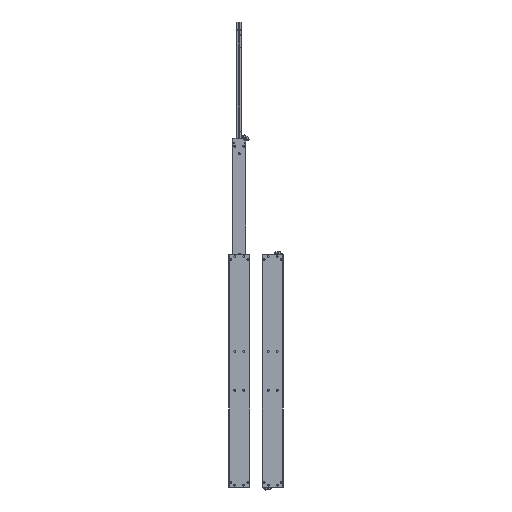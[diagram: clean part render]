
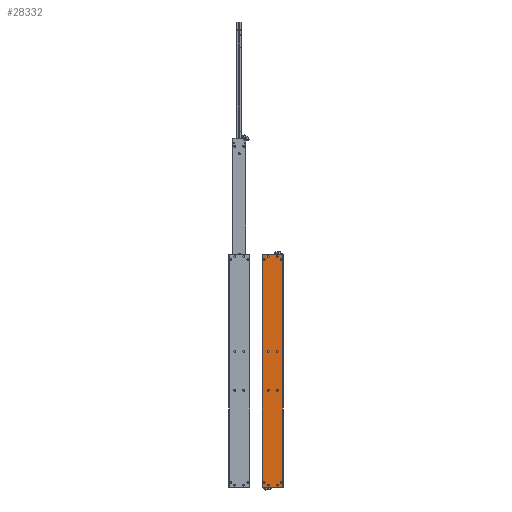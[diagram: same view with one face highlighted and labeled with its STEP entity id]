
A CAD part, left-side view. The second image highlights one B-rep face of the part: STEP entity #28332.
In plain terms, the highlighted planar face has unit normal (-1, 0, 0).
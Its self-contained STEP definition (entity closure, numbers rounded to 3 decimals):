
#616=FACE_BOUND('',#7581,.T.);
#617=FACE_BOUND('',#7582,.T.);
#618=FACE_BOUND('',#7583,.T.);
#619=FACE_BOUND('',#7584,.T.);
#620=FACE_BOUND('',#7585,.T.);
#621=FACE_BOUND('',#7586,.T.);
#622=FACE_BOUND('',#7587,.T.);
#623=FACE_BOUND('',#7588,.T.);
#624=FACE_BOUND('',#7589,.T.);
#625=FACE_BOUND('',#7590,.T.);
#626=FACE_BOUND('',#7591,.T.);
#627=FACE_BOUND('',#7592,.T.);
#1680=LINE('',#59608,#3564);
#1681=LINE('',#59610,#3565);
#1682=LINE('',#59612,#3566);
#1683=LINE('',#59613,#3567);
#3564=VECTOR('',#33437,78.);
#3565=VECTOR('',#33438,900.);
#3566=VECTOR('',#33439,78.);
#3567=VECTOR('',#33440,900.);
#5908=FACE_OUTER_BOUND('',#7580,.T.);
#7580=EDGE_LOOP('',(#21082,#21083,#21084,#21085));
#7581=EDGE_LOOP('',(#21086));
#7582=EDGE_LOOP('',(#21087));
#7583=EDGE_LOOP('',(#21088));
#7584=EDGE_LOOP('',(#21089));
#7585=EDGE_LOOP('',(#21090));
#7586=EDGE_LOOP('',(#21091));
#7587=EDGE_LOOP('',(#21092));
#7588=EDGE_LOOP('',(#21093));
#7589=EDGE_LOOP('',(#21094));
#7590=EDGE_LOOP('',(#21095));
#7591=EDGE_LOOP('',(#21096));
#7592=EDGE_LOOP('',(#21097));
#10315=CIRCLE('',#29936,3.475);
#10316=CIRCLE('',#29938,3.475);
#10317=CIRCLE('',#29939,3.475);
#10318=CIRCLE('',#29940,3.3);
#10319=CIRCLE('',#29941,3.3);
#10320=CIRCLE('',#29942,3.3);
#10321=CIRCLE('',#29943,3.3);
#10322=CIRCLE('',#29944,3.3);
#10323=CIRCLE('',#29945,3.3);
#10324=CIRCLE('',#29946,3.3);
#10325=CIRCLE('',#29947,3.3);
#10326=CIRCLE('',#29948,3.475);
#12036=VERTEX_POINT('',#59603);
#12037=VERTEX_POINT('',#59606);
#12038=VERTEX_POINT('',#59607);
#12039=VERTEX_POINT('',#59609);
#12040=VERTEX_POINT('',#59611);
#12041=VERTEX_POINT('',#59614);
#12042=VERTEX_POINT('',#59616);
#12043=VERTEX_POINT('',#59618);
#12044=VERTEX_POINT('',#59620);
#12045=VERTEX_POINT('',#59622);
#12046=VERTEX_POINT('',#59624);
#12047=VERTEX_POINT('',#59626);
#12048=VERTEX_POINT('',#59628);
#12049=VERTEX_POINT('',#59630);
#12050=VERTEX_POINT('',#59632);
#12051=VERTEX_POINT('',#59634);
#15363=EDGE_CURVE('',#12036,#12036,#10315,.T.);
#15364=EDGE_CURVE('',#12037,#12038,#1680,.T.);
#15365=EDGE_CURVE('',#12039,#12037,#1681,.T.);
#15366=EDGE_CURVE('',#12040,#12039,#1682,.T.);
#15367=EDGE_CURVE('',#12040,#12038,#1683,.T.);
#15368=EDGE_CURVE('',#12041,#12041,#10316,.T.);
#15369=EDGE_CURVE('',#12042,#12042,#10317,.T.);
#15370=EDGE_CURVE('',#12043,#12043,#10318,.T.);
#15371=EDGE_CURVE('',#12044,#12044,#10319,.T.);
#15372=EDGE_CURVE('',#12045,#12045,#10320,.T.);
#15373=EDGE_CURVE('',#12046,#12046,#10321,.T.);
#15374=EDGE_CURVE('',#12047,#12047,#10322,.T.);
#15375=EDGE_CURVE('',#12048,#12048,#10323,.T.);
#15376=EDGE_CURVE('',#12049,#12049,#10324,.T.);
#15377=EDGE_CURVE('',#12050,#12050,#10325,.T.);
#15378=EDGE_CURVE('',#12051,#12051,#10326,.T.);
#21082=ORIENTED_EDGE('',*,*,#15364,.F.);
#21083=ORIENTED_EDGE('',*,*,#15365,.F.);
#21084=ORIENTED_EDGE('',*,*,#15366,.F.);
#21085=ORIENTED_EDGE('',*,*,#15367,.T.);
#21086=ORIENTED_EDGE('',*,*,#15368,.F.);
#21087=ORIENTED_EDGE('',*,*,#15369,.F.);
#21088=ORIENTED_EDGE('',*,*,#15370,.T.);
#21089=ORIENTED_EDGE('',*,*,#15371,.T.);
#21090=ORIENTED_EDGE('',*,*,#15372,.T.);
#21091=ORIENTED_EDGE('',*,*,#15373,.T.);
#21092=ORIENTED_EDGE('',*,*,#15374,.T.);
#21093=ORIENTED_EDGE('',*,*,#15375,.T.);
#21094=ORIENTED_EDGE('',*,*,#15376,.T.);
#21095=ORIENTED_EDGE('',*,*,#15377,.T.);
#21096=ORIENTED_EDGE('',*,*,#15378,.F.);
#21097=ORIENTED_EDGE('',*,*,#15363,.F.);
#25938=PLANE('',#29937);
#28332=ADVANCED_FACE('',(#5908,#616,#617,#618,#619,#620,#621,#622,#623,
#624,#625,#626,#627),#25938,.T.);
#29936=AXIS2_PLACEMENT_3D('',#59604,#33433,#33434);
#29937=AXIS2_PLACEMENT_3D('',#59605,#33435,#33436);
#29938=AXIS2_PLACEMENT_3D('',#59615,#33441,#33442);
#29939=AXIS2_PLACEMENT_3D('',#59617,#33443,#33444);
#29940=AXIS2_PLACEMENT_3D('',#59619,#33445,#33446);
#29941=AXIS2_PLACEMENT_3D('',#59621,#33447,#33448);
#29942=AXIS2_PLACEMENT_3D('',#59623,#33449,#33450);
#29943=AXIS2_PLACEMENT_3D('',#59625,#33451,#33452);
#29944=AXIS2_PLACEMENT_3D('',#59627,#33453,#33454);
#29945=AXIS2_PLACEMENT_3D('',#59629,#33455,#33456);
#29946=AXIS2_PLACEMENT_3D('',#59631,#33457,#33458);
#29947=AXIS2_PLACEMENT_3D('',#59633,#33459,#33460);
#29948=AXIS2_PLACEMENT_3D('',#59635,#33461,#33462);
#33433=DIRECTION('center_axis',(-1.,0.,0.));
#33434=DIRECTION('ref_axis',(0.,0.,-1.));
#33435=DIRECTION('center_axis',(-1.,0.,0.));
#33436=DIRECTION('ref_axis',(0.,0.,1.));
#33437=DIRECTION('',(0.,1.,0.));
#33438=DIRECTION('',(0.,0.,-1.));
#33439=DIRECTION('',(0.,-1.,0.));
#33440=DIRECTION('',(0.,0.,-1.));
#33441=DIRECTION('center_axis',(-1.,0.,0.));
#33442=DIRECTION('ref_axis',(0.,0.,-1.));
#33443=DIRECTION('center_axis',(-1.,0.,0.));
#33444=DIRECTION('ref_axis',(0.,0.,1.));
#33445=DIRECTION('center_axis',(1.,0.,0.));
#33446=DIRECTION('ref_axis',(0.,0.,-1.));
#33447=DIRECTION('center_axis',(1.,0.,0.));
#33448=DIRECTION('ref_axis',(0.,0.,-1.));
#33449=DIRECTION('center_axis',(1.,0.,0.));
#33450=DIRECTION('ref_axis',(0.,0.,-1.));
#33451=DIRECTION('center_axis',(1.,0.,0.));
#33452=DIRECTION('ref_axis',(0.,0.,-1.));
#33453=DIRECTION('center_axis',(1.,0.,0.));
#33454=DIRECTION('ref_axis',(0.,0.,-1.));
#33455=DIRECTION('center_axis',(1.,0.,0.));
#33456=DIRECTION('ref_axis',(0.,0.,-1.));
#33457=DIRECTION('center_axis',(1.,0.,0.));
#33458=DIRECTION('ref_axis',(0.,0.,-1.));
#33459=DIRECTION('center_axis',(1.,0.,0.));
#33460=DIRECTION('ref_axis',(0.,0.,-1.));
#33461=DIRECTION('center_axis',(-1.,0.,0.));
#33462=DIRECTION('ref_axis',(0.,0.,1.));
#59603=CARTESIAN_POINT('',(0.,33.6,-878.525));
#59604=CARTESIAN_POINT('Origin',(0.,33.6,
-882.));
#59605=CARTESIAN_POINT('Origin',(0.,39.,0.));
#59606=CARTESIAN_POINT('',(0.,-39.,-900.));
#59607=CARTESIAN_POINT('',(0.,39.,-900.));
#59608=CARTESIAN_POINT('',(0.,-39.,-900.));
#59609=CARTESIAN_POINT('',(0.,-39.,0.));
#59610=CARTESIAN_POINT('',(0.,-39.,0.));
#59611=CARTESIAN_POINT('',(0.,39.,0.));
#59612=CARTESIAN_POINT('',(0.,39.,0.));
#59613=CARTESIAN_POINT('',(0.,39.,0.));
#59614=CARTESIAN_POINT('',(0.,-33.6,-878.525));
#59615=CARTESIAN_POINT('Origin',(0.,-33.6,
-882.));
#59616=CARTESIAN_POINT('',(0.,-33.6,-21.475));
#59617=CARTESIAN_POINT('Origin',(0.,-33.6,
-18.));
#59618=CARTESIAN_POINT('',(0.,-17.5,-889.2));
#59619=CARTESIAN_POINT('Origin',(0.,-17.5,-892.5));
#59620=CARTESIAN_POINT('',(0.,17.5,-889.2));
#59621=CARTESIAN_POINT('Origin',(0.,17.5,-892.5));
#59622=CARTESIAN_POINT('',(0.,-17.5,-521.7));
#59623=CARTESIAN_POINT('Origin',(0.,-17.5,-525.));
#59624=CARTESIAN_POINT('',(0.,17.5,-521.7));
#59625=CARTESIAN_POINT('Origin',(0.,17.5,-525.));
#59626=CARTESIAN_POINT('',(0.,-17.5,-371.7));
#59627=CARTESIAN_POINT('Origin',(0.,-17.5,-375.));
#59628=CARTESIAN_POINT('',(0.,17.5,-371.7));
#59629=CARTESIAN_POINT('Origin',(0.,17.5,-375.));
#59630=CARTESIAN_POINT('',(0.,-17.5,-4.2));
#59631=CARTESIAN_POINT('Origin',(0.,-17.5,-7.5));
#59632=CARTESIAN_POINT('',(0.,17.5,-4.2));
#59633=CARTESIAN_POINT('Origin',(0.,17.5,-7.5));
#59634=CARTESIAN_POINT('',(0.,33.6,-21.475));
#59635=CARTESIAN_POINT('Origin',(0.,33.6,
-18.));
